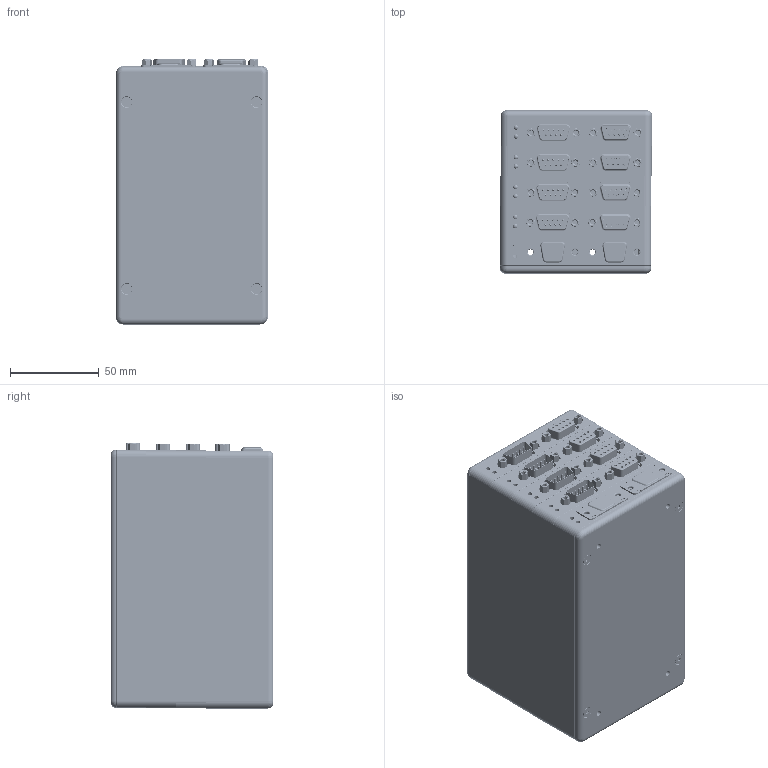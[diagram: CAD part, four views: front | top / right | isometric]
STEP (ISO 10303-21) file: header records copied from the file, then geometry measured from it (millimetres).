
FILE_DESCRIPTION (( 'STEP AP214' ), '1' );
FILE_NAME ('MMC-110-04XXX.STEP', '2023-11-08T18:45:40', ( '' ), ( '' ), 'SwSTEP 2.0', 'SolidWorks 2023', '' );
FILE_SCHEMA (( 'AUTOMOTIVE_DESIGN' ));
Length unit declared in the file: millimetre
Products named in the file (24): MMC-100_Top Controller - Stack; USB mini; D-sub 9 Female-SMT; 410014 PCB, Assembled, MMC-100_Intermediate Board; 430221-C Module 2U Cover Male; CUI-PJ-002B-SMT_PJ-002B-SMT; PCB (MMC-100); LED 2H - WP130WCP; 130008 D-sub Standoff; 92015A108_18-8 STAINLESS STEEL CUP POINT SET SCREW_92015A108; D-sub 9 Male-SMT; Standoff and Setscrew Assembly; DB9 Cover; Samtec-TSM-125-01-L-DV; SCREW, SHCS-F, M-DIN_M3 x 0.5 x 08mm; 430220-E Module 2U, Housing Frame; MMC-100_Bottom Controller- MMC-110 with Fan ; 430222-B Module 2U Cover Female; MMC-100_Intermediate Controllers - Stack; SCREW, SHCS-F, M-DIN_M3 x 0.5 x 14mm; RJ-11 955012641; 95947A006_ALUM FEM THRDED HEX STANDOFF_95947A006; CUI MD-80S_MD-80S; MMC-110-04XXX
Assembly tree (53 placements, depth 4):
  MMC-110-04XXX
    MMC-100_Intermediate Controllers - Stack  x3
      430220-E Module 2U, Housing Frame
      130008 D-sub Standoff
      410014 PCB, Assembled, MMC-100_Intermediate Board
        CUI MD-80S_MD-80S
        CUI-PJ-002B-SMT_PJ-002B-SMT
        RJ-11 955012641
        USB mini
        D-sub 9 Male-SMT
        D-sub 9 Female-SMT
        LED 2H - WP130WCP
        Samtec-TSM-125-01-L-DV
        PCB (MMC-100)
    MMC-100_Top Controller - Stack
      430220-E Module 2U, Housing Frame
      430221-C Module 2U Cover Male
      SCREW, SHCS-F, M-DIN_M3 x 0.5 x 08mm  x4
      130008 D-sub Standoff  x4
      410014 PCB, Assembled, MMC-100_Intermediate Board
        CUI MD-80S_MD-80S
        CUI-PJ-002B-SMT_PJ-002B-SMT
        RJ-11 955012641
        USB mini
        D-sub 9 Male-SMT
        D-sub 9 Female-SMT
        LED 2H - WP130WCP
        Samtec-TSM-125-01-L-DV
        PCB (MMC-100)
    MMC-100_Bottom Controller- MMC-110 with Fan 
      430220-E Module 2U, Housing Frame
      430222-B Module 2U Cover Female
      SCREW, SHCS-F, M-DIN_M3 x 0.5 x 14mm  x4
      DB9 Cover  x2
    Standoff and Setscrew Assembly  x8
      95947A006_ALUM FEM THRDED HEX STANDOFF_95947A006
      92015A108_18-8 STAINLESS STEEL CUP POINT SET SCREW_92015A108
    95947A006_ALUM FEM THRDED HEX STANDOFF_95947A006  x4
Bounding box: 85.45 x 91.6 x 148.95 mm (x, y, z)
Volume: 280219.2 mm3; surface area: 293699.9 mm2
Topology: 111 solids, 115 shells, 15385 faces, 40374 edges, 25820 vertices
Faces by surface type: plane 10777, cylinder 3492, cone 692, torus 244, sphere 96, bspline 84
Entity records: 120818 total; most frequent: CARTESIAN_POINT 28574, ORIENTED_EDGE 19436, DIRECTION 18095, EDGE_CURVE 9718, VECTOR 7483, LINE 7483, VERTEX_POINT 6196, AXIS2_PLACEMENT_3D 5306
